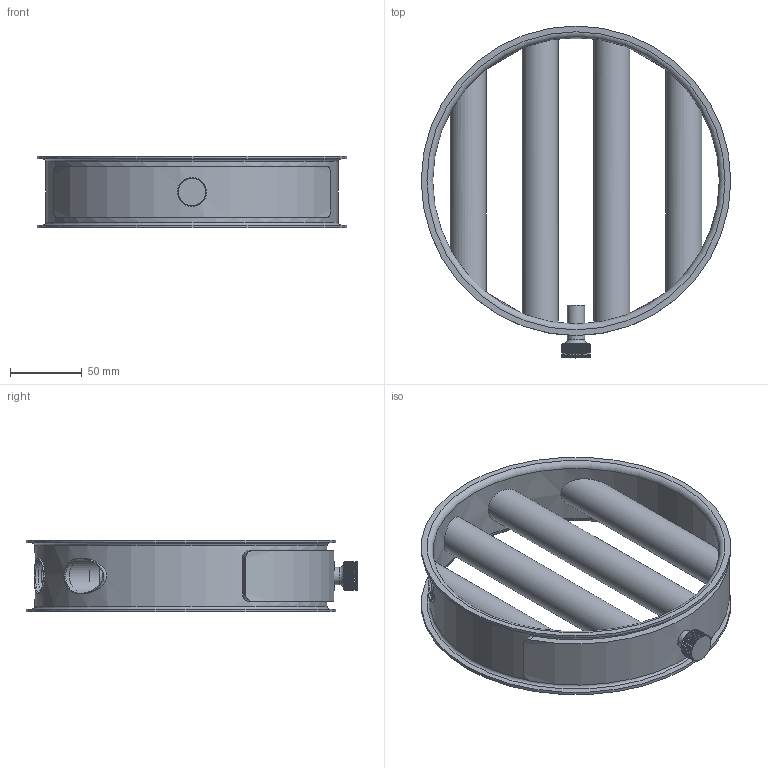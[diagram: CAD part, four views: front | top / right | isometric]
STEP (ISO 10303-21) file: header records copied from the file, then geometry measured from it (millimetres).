
FILE_DESCRIPTION(/* description */ (''),/* implementation_level */ '2;1');
FILE_NAME(/* name */ 'SEMR020078 A.stp',/* time_stamp */ '2019-05-21T08:36:04+02:00',/* author */ ('cr'),/* organization */ (''),/* preprocessor_version */ 'ST-DEVELOPER v17.2',/* originating_system */ 'Autodesk Inventor 2019',/* authorisation */ '');
FILE_SCHEMA (('AUTOMOTIVE_DESIGN { 1 0 10303 214 3 1 1 }'));
Length unit declared in the file: millimetre
Products named in the file (1): Part1
Bounding box: 215 x 230.5 x 50 mm (x, y, z)
Volume: 206649.7 mm3; surface area: 269274.2 mm2
Topology: 1 solids, 7 shells, 377 faces, 1062 edges, 726 vertices
Faces by surface type: plane 187, cylinder 146, cone 28, torus 8, bspline 8
Full cylindrical faces by diameter (mm): 4 x4, 4.917 x1, 5.5 x1, 6 x1, 6.1 x1, 12 x6, 12.2 x4, 13 x2, 20 x4, 22 x4, 23 x4, 24 x4, 25 x8, 199 x1, 203 x1, 215 x2
Entity records: 15420 total; most frequent: CARTESIAN_POINT 5810, ORIENTED_EDGE 2122, DIRECTION 1726, EDGE_CURVE 1061, VERTEX_POINT 730, AXIS2_PLACEMENT_3D 690, EDGE_LOOP 445, STYLED_ITEM 378
